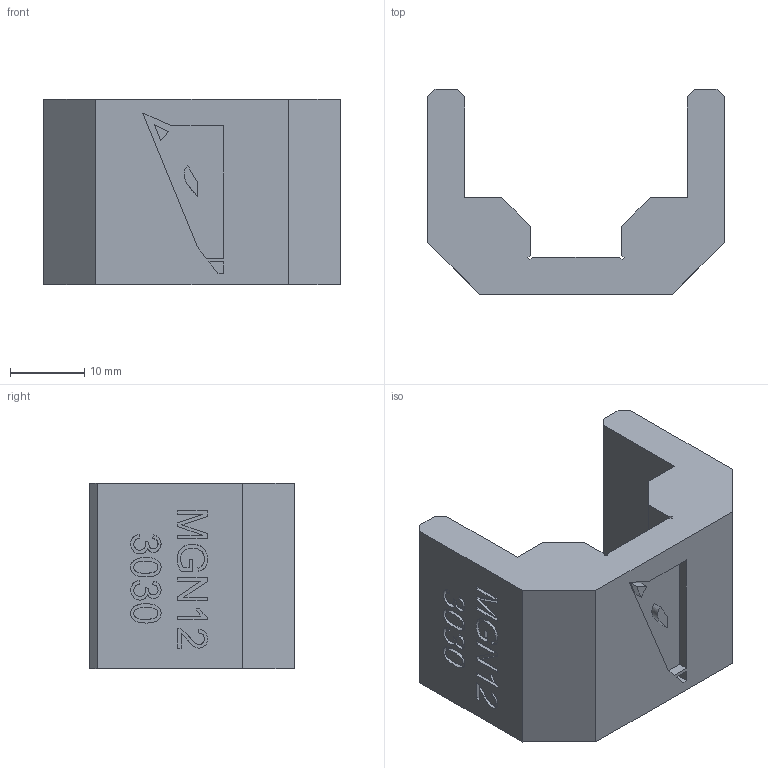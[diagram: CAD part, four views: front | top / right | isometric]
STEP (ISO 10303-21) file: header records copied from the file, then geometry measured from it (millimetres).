
FILE_DESCRIPTION(/* description */ (''),/* implementation_level */ '2;1');
FILE_NAME(/* name */ 'MGN12-3030-Centering-Tool-V1.0.step',/* time_stamp */ '2022-06-27T14:04:14+01:00',/* author */ (''),/* organization */ (''),/* preprocessor_version */ 'ST-DEVELOPER v19',/* originating_system */ 'Autodesk Translation Framework v11.7.0.108',/* authorisation */ '');
FILE_SCHEMA (('AUTOMOTIVE_DESIGN { 1 0 10303 214 3 1 1 }'));
Length unit declared in the file: millimetre
Products named in the file (1): MGN12-3030-Centering-Tool-V1.0
Bounding box: 40 x 27.58 x 25 mm (x, y, z)
Volume: 12356.2 mm3; surface area: 5368.9 mm2
Topology: 1 solids, 1 shells, 126 faces, 327 edges, 218 vertices
Faces by surface type: plane 103, bspline 17, cylinder 4, cone 2
Entity records: 7702 total; most frequent: CARTESIAN_POINT 4686, ORIENTED_EDGE 654, DIRECTION 522, EDGE_CURVE 327, LINE 278, VECTOR 278, VERTEX_POINT 218, EDGE_LOOP 141
